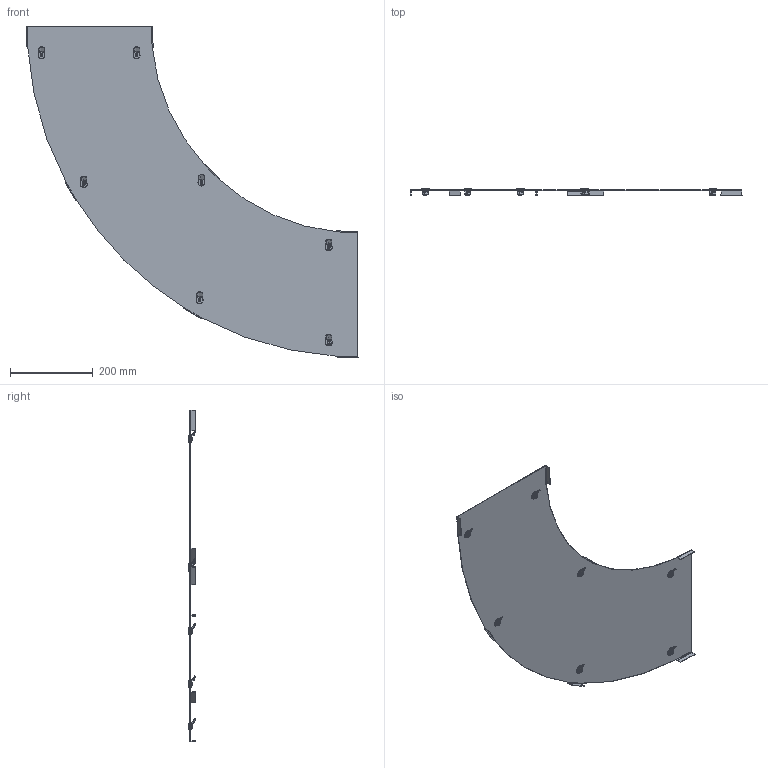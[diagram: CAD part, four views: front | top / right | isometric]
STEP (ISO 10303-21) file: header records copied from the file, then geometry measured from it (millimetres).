
FILE_DESCRIPTION((''),'2;1');
FILE_NAME('6231470_ASM','2013-01-28T',('AndreasKeweloh'),(''),'PRO/ENGINEER BY PARAMETRIC TECHNOLOGY CORPORATION, 2012360','PRO/ENGINEER BY PARAMETRIC TECHNOLOGY CORPORATION, 2012360','');
FILE_SCHEMA(('CONFIG_CONTROL_DESIGN'));
Length unit declared in the file: millimetre
Products named in the file (5): 6231470_DECKEL_90; KTS_08_081-003; KTS_08_082-005; KTS_08_080-022_ASM; 6231470_ASM
Assembly tree (10 placements, depth 3):
  6231470_ASM
    6231470_DECKEL_90
    KTS_08_080-022_ASM  x7
      KTS_08_081-003
      KTS_08_082-005
Bounding box: 802.9 x 16.98 x 802.9 mm (x, y, z)
Volume: 399974.3 mm3; surface area: 637669.1 mm2
Topology: 15 solids, 15 shells, 849 faces, 2307 edges, 1509 vertices
Faces by surface type: plane 381, cylinder 285, cone 77, bspline 50, torus 49, extrusion 7
Entity records: 6755 total; most frequent: CARTESIAN_POINT 1807, DIRECTION 1030, ORIENTED_EDGE 1002, EDGE_CURVE 501, AXIS2_PLACEMENT_3D 381, VERTEX_POINT 315, VECTOR 268, LINE 267
